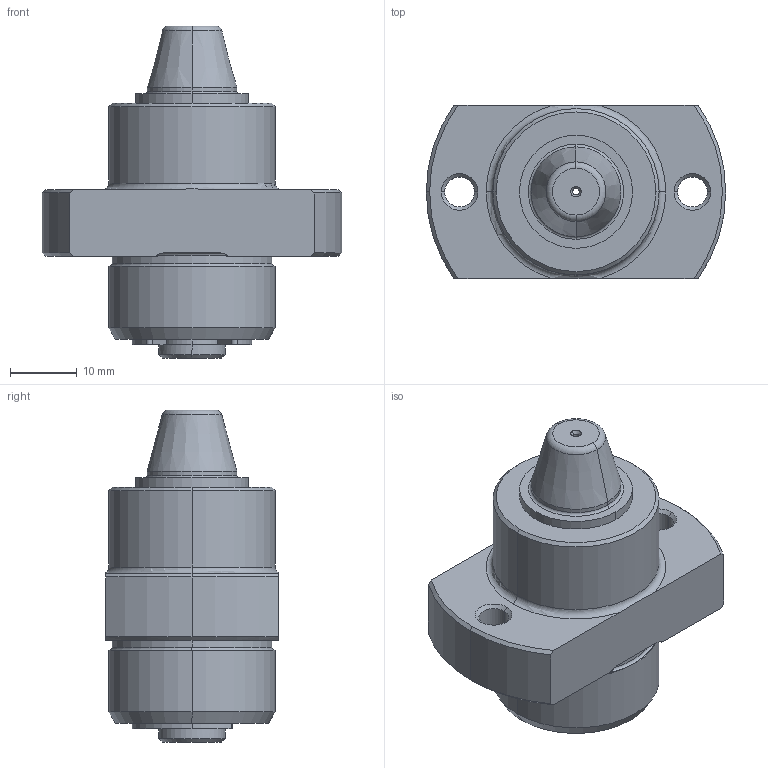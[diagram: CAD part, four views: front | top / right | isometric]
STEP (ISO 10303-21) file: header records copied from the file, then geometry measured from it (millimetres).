
FILE_DESCRIPTION (( 'STEP AP203' ), '1' );
FILE_NAME ('cp710-10025a.STEP', '2021-10-25T23:53:53', ( '' ), ( '' ), 'SwSTEP 2.0', 'SolidWorks 2020', '' );
FILE_SCHEMA (( 'CONFIG_CONTROL_DESIGN' ));
Length unit declared in the file: millimetre
Products named in the file (3): cp710-10025a_02; cp710-10025a_01; cp710-10025a
Assembly tree (2 placements, depth 2):
  cp710-10025a
    cp710-10025a_01
    cp710-10025a_02
Bounding box: 45 x 26 x 49.9 mm (x, y, z)
Volume: 20815 mm3; surface area: 10731.2 mm2
Topology: 2 solids, 2 shells, 122 faces, 298 edges, 182 vertices
Faces by surface type: cylinder 48, cone 30, plane 27, torus 17
Entity records: 3992 total; most frequent: DIRECTION 707, CARTESIAN_POINT 687, ORIENTED_EDGE 596, EDGE_CURVE 298, AXIS2_PLACEMENT_3D 296, VERTEX_POINT 182, CIRCLE 169, EDGE_LOOP 136
